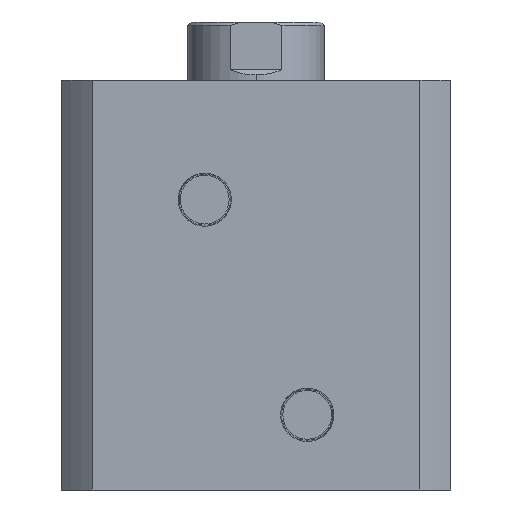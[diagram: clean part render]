
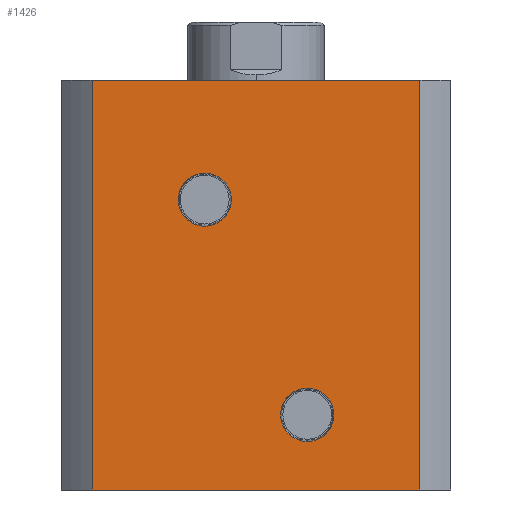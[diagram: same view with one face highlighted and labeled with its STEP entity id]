
A CAD part, left-side view. The second image highlights one B-rep face of the part: STEP entity #1426.
In plain terms, the highlighted planar face has unit normal (-1, 0, 0).
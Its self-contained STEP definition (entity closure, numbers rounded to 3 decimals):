
#1 = FACE_OUTER_BOUND ( 'NONE', #3400, .T. ) ;
#5 = FACE_BOUND ( 'NONE', #3396, .T. ) ;
#7 = FACE_BOUND ( 'NONE', #3319, .T. ) ;
#22 = ORIENTED_EDGE ( 'NONE', *, *, #1670, .T. ) ;
#157 = ORIENTED_EDGE ( 'NONE', *, *, #1804, .F. ) ;
#161 = ORIENTED_EDGE ( 'NONE', *, *, #1675, .F. ) ;
#162 = ORIENTED_EDGE ( 'NONE', *, *, #1676, .F. ) ;
#163 = ORIENTED_EDGE ( 'NONE', *, *, #1674, .T. ) ;
#164 = ORIENTED_EDGE ( 'NONE', *, *, #1543, .F. ) ;
#167 = ORIENTED_EDGE ( 'NONE', *, *, #1672, .F. ) ;
#182 = ORIENTED_EDGE ( 'NONE', *, *, #1673, .F. ) ;
#397 = CARTESIAN_POINT ( 'NONE',  ( -57., -15., 22. ) ) ;
#398 = DIRECTION ( 'NONE',  ( -1., 0., 0. ) ) ;
#399 = DIRECTION ( 'NONE',  ( 0., 0., 1. ) ) ;
#450 = CARTESIAN_POINT ( 'NONE',  ( -57., 15., 92.797 ) ) ;
#451 = CARTESIAN_POINT ( 'NONE',  ( -57., -15., 29.797 ) ) ;
#457 = CARTESIAN_POINT ( 'NONE',  ( -57., 15., 77.203 ) ) ;
#483 = CARTESIAN_POINT ( 'NONE',  ( -57., -15., 14.203 ) ) ;
#666 = CARTESIAN_POINT ( 'NONE',  ( -57., 15., 85. ) ) ;
#667 = DIRECTION ( 'NONE',  ( -1., 0., 0. ) ) ;
#668 = DIRECTION ( 'NONE',  ( 0., 0., 1. ) ) ;
#950 = DIRECTION ( 'NONE',  ( 0., 0., -1. ) ) ;
#956 = CARTESIAN_POINT ( 'NONE',  ( -57., 47.971, 120. ) ) ;
#959 = CARTESIAN_POINT ( 'NONE',  ( -57., 0., 0. ) ) ;
#966 = DIRECTION ( 'NONE',  ( 0., -1., 0. ) ) ;
#967 = CARTESIAN_POINT ( 'NONE',  ( -57., -15., 22. ) ) ;
#968 = DIRECTION ( 'NONE',  ( -1., 0., 0. ) ) ;
#969 = DIRECTION ( 'NONE',  ( 0., 0., 1. ) ) ;
#971 = CARTESIAN_POINT ( 'NONE',  ( -57., 0., 120. ) ) ;
#972 = CARTESIAN_POINT ( 'NONE',  ( -57., 15., 85. ) ) ;
#973 = DIRECTION ( 'NONE',  ( -1., 0., 0. ) ) ;
#974 = DIRECTION ( 'NONE',  ( 0., 0., 1. ) ) ;
#975 = CARTESIAN_POINT ( 'NONE',  ( -57., -47.971, 120. ) ) ;
#977 = DIRECTION ( 'NONE',  ( 0., 0., -1. ) ) ;
#978 = DIRECTION ( 'NONE',  ( 0., -1., 0. ) ) ;
#1215 = DIRECTION ( 'NONE',  ( 0., 1., 0. ) ) ;
#1218 = PLANE ( 'NONE',  #1852 ) ;
#1223 = CARTESIAN_POINT ( 'NONE',  ( -57., 0., 120. ) ) ;
#1241 = DIRECTION ( 'NONE',  ( 1., 0., 0. ) ) ;
#1426 = ADVANCED_FACE ( 'NONE', ( #5, #7, #1 ), #1218, .F. ) ;
#1506 = VERTEX_POINT ( 'NONE', #2780 ) ;
#1508 = VERTEX_POINT ( 'NONE', #2803 ) ;
#1510 = VERTEX_POINT ( 'NONE', #3508 ) ;
#1513 = VERTEX_POINT ( 'NONE', #3506 ) ;
#1543 = EDGE_CURVE ( 'NONE', #3136, #3140, #2213, .T. ) ;
#1670 = EDGE_CURVE ( 'NONE', #1513, #1506, #2427, .T. ) ;
#1672 = EDGE_CURVE ( 'NONE', #3020, #3200, #2430, .T. ) ;
#1673 = EDGE_CURVE ( 'NONE', #3140, #3136, #2428, .T. ) ;
#1674 = EDGE_CURVE ( 'NONE', #1506, #1508, #2432, .T. ) ;
#1675 = EDGE_CURVE ( 'NONE', #1510, #1508, #2433, .T. ) ;
#1676 = EDGE_CURVE ( 'NONE', #1513, #1510, #2431, .T. ) ;
#1804 = EDGE_CURVE ( 'NONE', #3200, #3020, #2625, .T. ) ;
#1852 = AXIS2_PLACEMENT_3D ( 'NONE', #1223, #1241, #1215 ) ;
#1927 = AXIS2_PLACEMENT_3D ( 'NONE', #666, #667, #668 ) ;
#1970 = AXIS2_PLACEMENT_3D ( 'NONE', #967, #968, #969 ) ;
#1971 = AXIS2_PLACEMENT_3D ( 'NONE', #972, #973, #974 ) ;
#2022 = AXIS2_PLACEMENT_3D ( 'NONE', #397, #398, #399 ) ;
#2213 = CIRCLE ( 'NONE', #1927, 7.797 ) ;
#2427 = LINE ( 'NONE', #956, #2429 ) ;
#2428 = CIRCLE ( 'NONE', #1971, 7.797 ) ;
#2429 = VECTOR ( 'NONE', #950, 1000. ) ;
#2430 = CIRCLE ( 'NONE', #1970, 7.797 ) ;
#2431 = LINE ( 'NONE', #971, #2438 ) ;
#2432 = LINE ( 'NONE', #959, #2434 ) ;
#2433 = LINE ( 'NONE', #975, #2436 ) ;
#2434 = VECTOR ( 'NONE', #966, 1000. ) ;
#2436 = VECTOR ( 'NONE', #977, 1000. ) ;
#2438 = VECTOR ( 'NONE', #978, 1000. ) ;
#2625 = CIRCLE ( 'NONE', #2022, 7.797 ) ;
#2780 = CARTESIAN_POINT ( 'NONE',  ( -57., 47.971, 0. ) ) ;
#2803 = CARTESIAN_POINT ( 'NONE',  ( -57., -47.971, 0. ) ) ;
#3020 = VERTEX_POINT ( 'NONE', #451 ) ;
#3136 = VERTEX_POINT ( 'NONE', #457 ) ;
#3140 = VERTEX_POINT ( 'NONE', #450 ) ;
#3200 = VERTEX_POINT ( 'NONE', #483 ) ;
#3319 = EDGE_LOOP ( 'NONE', ( #182, #164 ) ) ;
#3396 = EDGE_LOOP ( 'NONE', ( #167, #157 ) ) ;
#3400 = EDGE_LOOP ( 'NONE', ( #163, #161, #162, #22 ) ) ;
#3506 = CARTESIAN_POINT ( 'NONE',  ( -57., 47.971, 120. ) ) ;
#3508 = CARTESIAN_POINT ( 'NONE',  ( -57., -47.971, 120. ) ) ;
